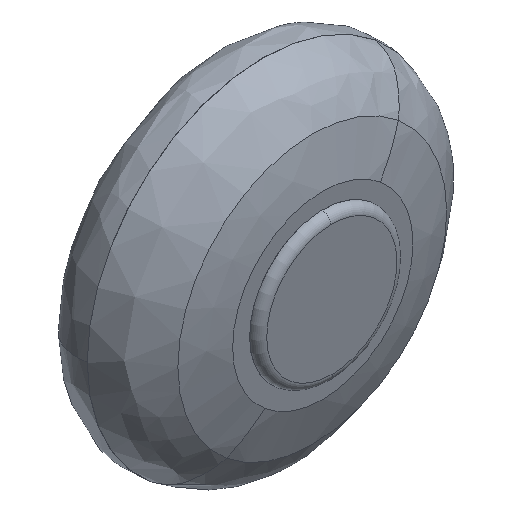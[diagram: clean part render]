
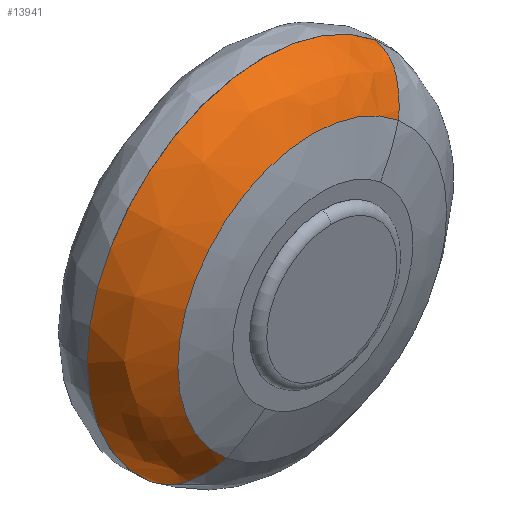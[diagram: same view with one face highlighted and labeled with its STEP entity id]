
A CAD part, isometric view. The second image highlights one B-rep face of the part: STEP entity #13941.
In plain terms, the highlighted free-form (B-spline) face has degree [3, 3] with [5, 4] control points.
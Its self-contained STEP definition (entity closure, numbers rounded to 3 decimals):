
#229 = CARTESIAN_POINT ( 'NONE',  ( -20.417, -3.438, 0. ) ) ;
#432 = CARTESIAN_POINT ( 'NONE',  ( 19.62, -7.077, 0. ) ) ;
#1521 = DIRECTION ( 'NONE',  ( 1., 0., 0. ) ) ;
#2928 = CARTESIAN_POINT ( 'NONE',  ( -15.61, -9.208, 0. ) ) ;
#3772 = B_SPLINE_CURVE_WITH_KNOTS ( 'NONE', 3,
 ( #28591, #4775, #9511, #23415, #28436 ),
 .UNSPECIFIED., .F., .F.,
 ( 4, 1, 4 ),
 ( 0., 0.06, 0.102 ),
 .UNSPECIFIED. ) ;
#3985 = EDGE_CURVE ( 'NONE', #15293, #13790, #24301, .T. ) ;
#3995 = CARTESIAN_POINT ( 'NONE',  ( 0.083, -9.208, 0. ) ) ;
#4728 = EDGE_LOOP ( 'NONE', ( #10010, #14106, #32482, #7455 ) ) ;
#4775 = CARTESIAN_POINT ( 'NONE',  ( 16.286, -9.031, 0. ) ) ;
#5198 = CARTESIAN_POINT ( 'NONE',  ( 15.775, -9.208, 0. ) ) ;
#5497 = CARTESIAN_POINT ( 'NONE',  ( -20.225, -4.403, 0. ) ) ;
#5886 = CARTESIAN_POINT ( 'NONE',  ( 20.583, -3.438, -41. ) ) ;
#6784 = DIRECTION ( 'NONE',  ( 0., -1., 0. ) ) ;
#7455 = ORIENTED_EDGE ( 'NONE', *, *, #30271, .F. ) ;
#7970 = CARTESIAN_POINT ( 'NONE',  ( -20.417, -3.438, -41. ) ) ;
#9107 = DIRECTION ( 'NONE',  ( 1., 0., 0. ) ) ;
#9511 = CARTESIAN_POINT ( 'NONE',  ( 19.62, -7.077, 0. ) ) ;
#10010 = ORIENTED_EDGE ( 'NONE', *, *, #31072, .F. ) ;
#11106 = CARTESIAN_POINT ( 'NONE',  ( -20.225, -4.403, 0. ) ) ;
#11235 = CARTESIAN_POINT ( 'NONE',  ( -19.454, -7.077, 0. ) ) ;
#11509 = CIRCLE ( 'NONE', #14276, 15.692 ) ;
#13196 = CARTESIAN_POINT ( 'NONE',  ( -16.12, -9.031, 0. ) ) ;
#13368 = CARTESIAN_POINT ( 'NONE',  ( 20.583, -3.438, 0. ) ) ;
#13625 =( BOUNDED_SURFACE ( )  B_SPLINE_SURFACE ( 3, 3, ( 
 ( #2928, #15841, #21360, #13886 ),
 ( #13196, #13701, #31990, #21203 ),
 ( #16187, #24320, #26616, #432 ),
 ( #11106, #34421, #26776, #31838 ),
 ( #229, #7970, #5886, #13368 ) ),
 .UNSPECIFIED., .F., .F., .F. ) 
 B_SPLINE_SURFACE_WITH_KNOTS ( ( 4, 1, 4 ),
 ( 4, 4 ),
 ( 0., 0.06, 0.102 ),
 ( 0., 1. ),
 .UNSPECIFIED. ) 
 GEOMETRIC_REPRESENTATION_ITEM ( )  RATIONAL_B_SPLINE_SURFACE ( (
 ( 1., 0.333, 0.333, 1.),
 ( 1., 0.333, 0.333, 1.),
 ( 1., 0.333, 0.333, 1.),
 ( 1., 0.333, 0.333, 1.),
 ( 1., 0.333, 0.333, 1.) ) ) 
 REPRESENTATION_ITEM ( '' )  SURFACE ( )  );
#13701 = CARTESIAN_POINT ( 'NONE',  ( -16.12, -9.031, -32.406 ) ) ;
#13790 = VERTEX_POINT ( 'NONE', #16773 ) ;
#13886 = CARTESIAN_POINT ( 'NONE',  ( 15.775, -9.208, 0. ) ) ;
#13941 = ADVANCED_FACE ( 'NONE', ( #24513 ), #13625, .T. ) ;
#14106 = ORIENTED_EDGE ( 'NONE', *, *, #23230, .T. ) ;
#14276 = AXIS2_PLACEMENT_3D ( 'NONE', #3995, #6784, #1521 ) ;
#14672 = DIRECTION ( 'NONE',  ( 0., -1., 0. ) ) ;
#15293 = VERTEX_POINT ( 'NONE', #16704 ) ;
#15841 = CARTESIAN_POINT ( 'NONE',  ( -15.61, -9.208, -31.385 ) ) ;
#16187 = CARTESIAN_POINT ( 'NONE',  ( -19.454, -7.077, 0. ) ) ;
#16704 = CARTESIAN_POINT ( 'NONE',  ( -20.417, -3.438, 0. ) ) ;
#16773 = CARTESIAN_POINT ( 'NONE',  ( 20.583, -3.438, 0. ) ) ;
#21151 = CARTESIAN_POINT ( 'NONE',  ( -15.61, -9.208, 0. ) ) ;
#21203 = CARTESIAN_POINT ( 'NONE',  ( 16.286, -9.031, 0. ) ) ;
#21360 = CARTESIAN_POINT ( 'NONE',  ( 15.775, -9.208, -31.385 ) ) ;
#22178 = CARTESIAN_POINT ( 'NONE',  ( 0.083, -3.438, 0. ) ) ;
#23230 = EDGE_CURVE ( 'NONE', #32712, #15293, #33901, .T. ) ;
#23415 = CARTESIAN_POINT ( 'NONE',  ( 20.39, -4.403, 0. ) ) ;
#23758 = CARTESIAN_POINT ( 'NONE',  ( -20.417, -3.438, 0. ) ) ;
#24262 = CARTESIAN_POINT ( 'NONE',  ( -16.12, -9.031, 0. ) ) ;
#24301 = CIRCLE ( 'NONE', #25443, 20.5 ) ;
#24320 = CARTESIAN_POINT ( 'NONE',  ( -19.454, -7.077, -39.074 ) ) ;
#24513 = FACE_OUTER_BOUND ( 'NONE', #4728, .T. ) ;
#25443 = AXIS2_PLACEMENT_3D ( 'NONE', #22178, #14672, #9107 ) ;
#25596 = CARTESIAN_POINT ( 'NONE',  ( -15.61, -9.208, 0. ) ) ;
#26616 = CARTESIAN_POINT ( 'NONE',  ( 19.62, -7.077, -39.074 ) ) ;
#26776 = CARTESIAN_POINT ( 'NONE',  ( 20.39, -4.403, -40.615 ) ) ;
#28436 = CARTESIAN_POINT ( 'NONE',  ( 20.583, -3.438, 0. ) ) ;
#28591 = CARTESIAN_POINT ( 'NONE',  ( 15.775, -9.208, 0. ) ) ;
#30271 = EDGE_CURVE ( 'NONE', #33689, #13790, #3772, .T. ) ;
#31072 = EDGE_CURVE ( 'NONE', #32712, #33689, #11509, .T. ) ;
#31838 = CARTESIAN_POINT ( 'NONE',  ( 20.39, -4.403, 0. ) ) ;
#31990 = CARTESIAN_POINT ( 'NONE',  ( 16.286, -9.031, -32.406 ) ) ;
#32482 = ORIENTED_EDGE ( 'NONE', *, *, #3985, .T. ) ;
#32712 = VERTEX_POINT ( 'NONE', #25596 ) ;
#33689 = VERTEX_POINT ( 'NONE', #5198 ) ;
#33901 = B_SPLINE_CURVE_WITH_KNOTS ( 'NONE', 3,
 ( #21151, #24262, #11235, #5497, #23758 ),
 .UNSPECIFIED., .F., .F.,
 ( 4, 1, 4 ),
 ( 0., 0.06, 0.102 ),
 .UNSPECIFIED. ) ;
#34421 = CARTESIAN_POINT ( 'NONE',  ( -20.225, -4.403, -40.615 ) ) ;
